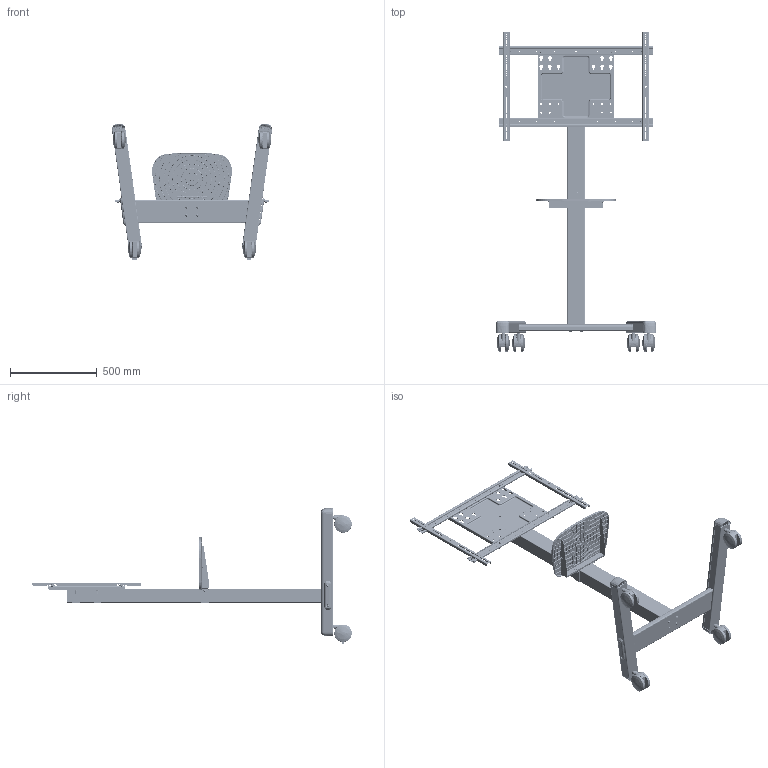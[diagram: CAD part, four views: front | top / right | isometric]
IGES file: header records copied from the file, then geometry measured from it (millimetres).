
Start section: SolidWorks IGES file using analytic representation for surfaces
Global section: file name: TECH-001270.IGS; native system: SolidWorks 2020; preprocessor: SolidWorks 2020; author: jforsb1a; date: 230926.105323; units: inch
Bounding box: 921.72 x 1836.5 x 784.71 mm (x, y, z)
Volume: 8298740.7 mm3; surface area: 4471225.4 mm2
Topology: 108 solids, 108 shells, 15466 faces, 37425 edges, 21376 vertices
Faces by surface type: revolution 8061, plane 4755, bspline 2650
